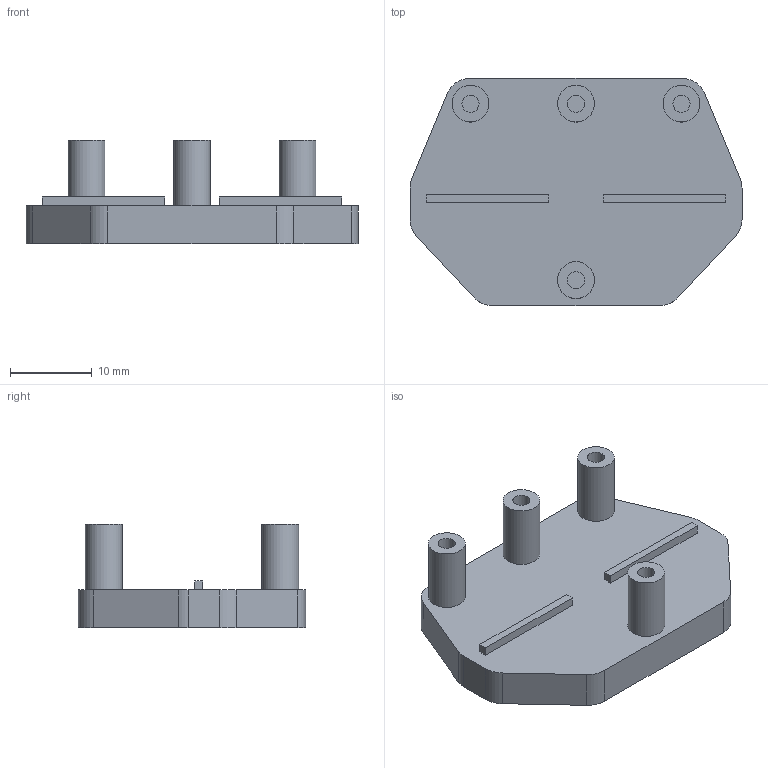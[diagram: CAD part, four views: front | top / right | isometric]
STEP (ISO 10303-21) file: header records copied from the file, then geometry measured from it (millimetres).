
FILE_DESCRIPTION(/* description */ (''),/* implementation_level */ '2;1');
FILE_NAME(/* name */ 'Soft_Controller_Bidirectional.stp',/* time_stamp */ '2024-02-29T19:41:23Z',/* author */ ('maksg'),/* organization */ (''),/* preprocessor_version */ 'ST-DEVELOPER v19.2',/* originating_system */ 'Autodesk Inventor 2024',/* authorisation */ '');
FILE_SCHEMA (('AUTOMOTIVE_DESIGN { 1 0 10303 214 3 1 1 }'));
Length unit declared in the file: millimetre
Products named in the file (1): Soft_Controller_Bidirectional_MkII
Bounding box: 40.6 x 27.79 x 12.6 mm (x, y, z)
Volume: 4211.2 mm3; surface area: 4600.9 mm2
Topology: 1 solids, 1 shells, 112 faces, 309 edges, 205 vertices
Faces by surface type: plane 84, cylinder 28
Full cylindrical faces by diameter (mm): 2.1 x4, 4.5 x4
Entity records: 3633 total; most frequent: CARTESIAN_POINT 651, ORIENTED_EDGE 618, DIRECTION 604, EDGE_CURVE 309, LINE 224, VECTOR 224, VERTEX_POINT 205, AXIS2_PLACEMENT_3D 190
